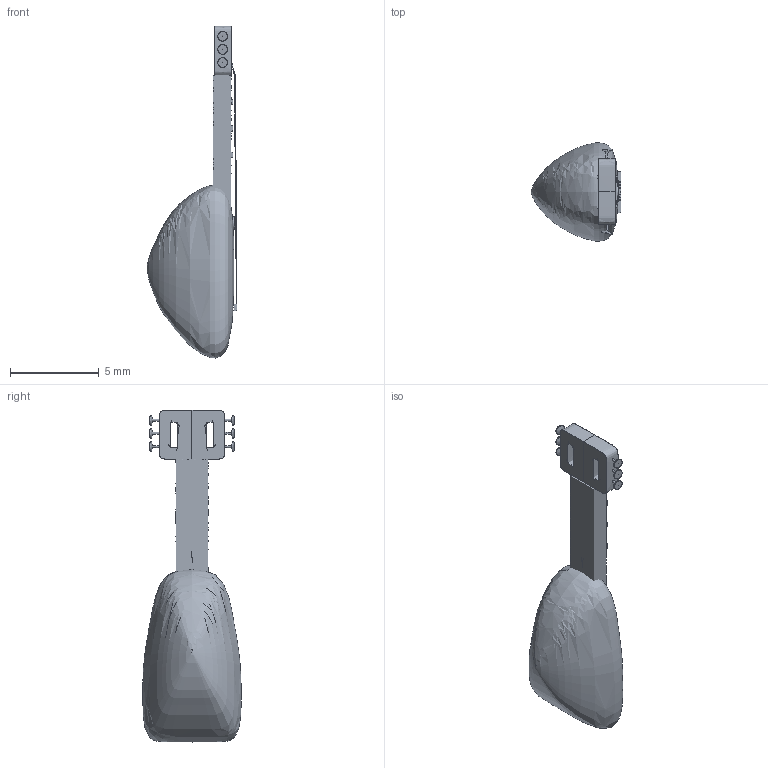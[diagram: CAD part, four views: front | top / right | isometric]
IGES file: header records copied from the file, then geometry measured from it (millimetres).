
Global section: file name: Mandolin.igs; native system: XCMODEL ver.3.0 Universita' di Bologna; preprocessor: formato IGES Nov. 2001; date: 090904.172020; units: millimetre
Bounding box: 5.06 x 5.54 x 18.7 mm (x, y, z)
Surface area: 272.6 mm2 (no closed solid volume)
Topology: 0 solids, 0 shells, 33 faces, 99 edges, 66 vertices
Faces by surface type: bspline 33
